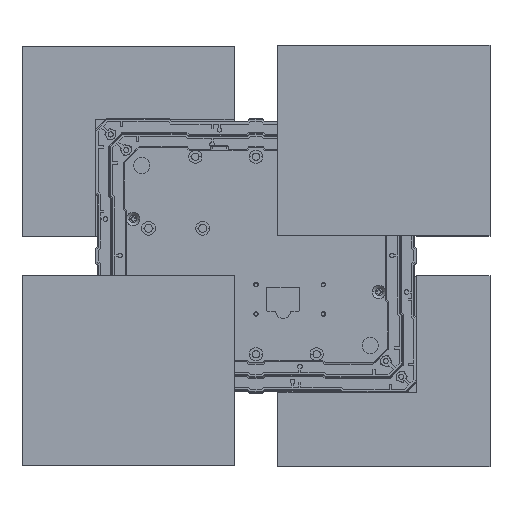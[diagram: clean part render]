
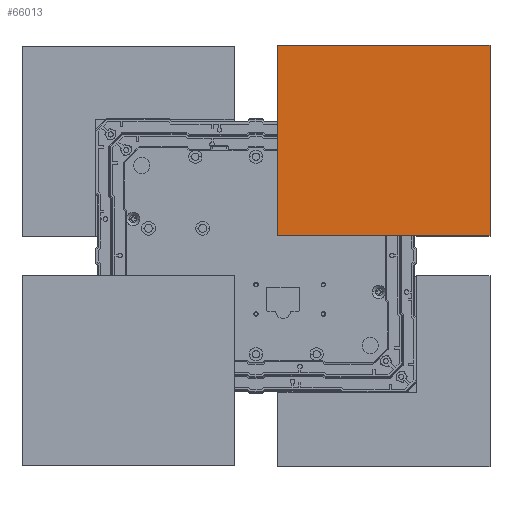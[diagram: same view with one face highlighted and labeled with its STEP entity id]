
A CAD part, top view. The second image highlights one B-rep face of the part: STEP entity #66013.
In plain terms, the highlighted face is planar.
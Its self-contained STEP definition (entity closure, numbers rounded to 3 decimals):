
#65869=DIRECTION('',(-1.,0.,0.));
#65870=VECTOR('',#65869,130.);
#65871=CARTESIAN_POINT('',(65.,0.,-85.));
#65872=LINE('',#65871,#65870);
#65873=DIRECTION('',(0.,1.,0.));
#65874=VECTOR('',#65873,145.);
#65875=CARTESIAN_POINT('',(-65.,0.,-85.));
#65876=LINE('',#65875,#65874);
#65877=DIRECTION('',(0.,1.,0.));
#65878=VECTOR('',#65877,145.);
#65879=CARTESIAN_POINT('',(65.,0.,-85.));
#65880=LINE('',#65879,#65878);
#65901=DIRECTION('',(-1.,0.,0.));
#65902=VECTOR('',#65901,130.);
#65903=CARTESIAN_POINT('',(65.,145.,-85.));
#65904=LINE('',#65903,#65902);
#65941=CARTESIAN_POINT('',(-65.,0.,-85.));
#65943=VERTEX_POINT('',#65941);
#65947=CARTESIAN_POINT('',(65.,0.,-85.));
#65948=VERTEX_POINT('',#65947);
#65949=CARTESIAN_POINT('',(-65.,145.,-85.));
#65951=VERTEX_POINT('',#65949);
#65953=CARTESIAN_POINT('',(65.,145.,-85.));
#65954=VERTEX_POINT('',#65953);
#66000=CARTESIAN_POINT('',(65.,0.,-85.));
#66001=DIRECTION('',(0.,0.,-1.));
#66002=DIRECTION('',(-1.,0.,0.));
#66003=AXIS2_PLACEMENT_3D('',#66000,#66001,#66002);
#66004=PLANE('',#66003);
#66005=ORIENTED_EDGE('',*,*,#65980,.F.);
#66007=ORIENTED_EDGE('',*,*,#66006,.T.);
#66009=ORIENTED_EDGE('',*,*,#66008,.T.);
#66010=ORIENTED_EDGE('',*,*,#65991,.F.);
#66011=EDGE_LOOP('',(#66005,#66007,#66009,#66010));
#66012=FACE_OUTER_BOUND('',#66011,.F.);
#66013=ADVANCED_FACE('',(#66012),#66004,.T.);
#65980=EDGE_CURVE('',#65948,#65943,#65872,.T.);
#65991=EDGE_CURVE('',#65943,#65951,#65876,.T.);
#66006=EDGE_CURVE('',#65948,#65954,#65880,.T.);
#66008=EDGE_CURVE('',#65954,#65951,#65904,.T.);
